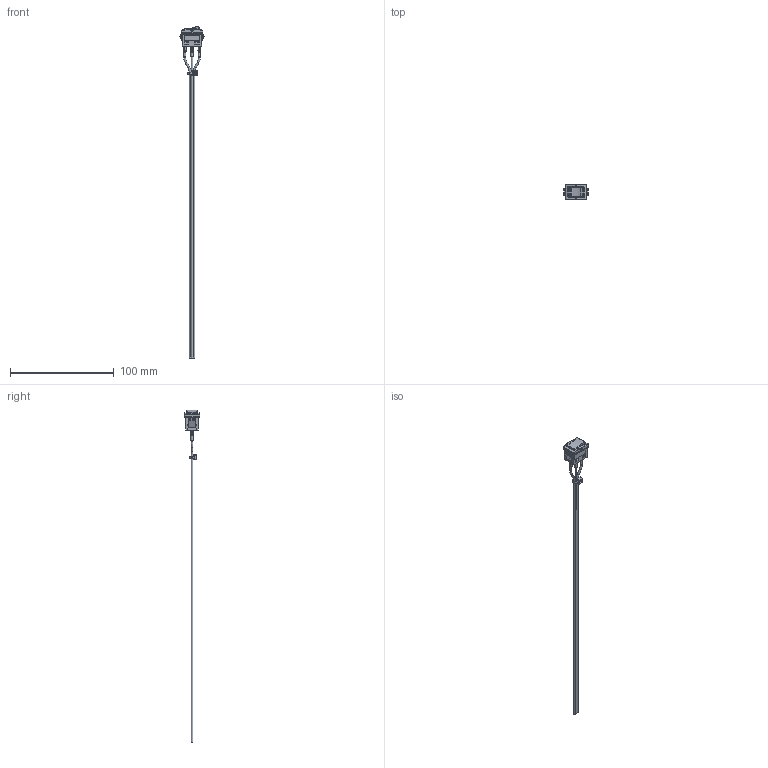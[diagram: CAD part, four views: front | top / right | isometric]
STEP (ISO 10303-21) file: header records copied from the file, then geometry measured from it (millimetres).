
FILE_DESCRIPTION(/* description */ (''),/* implementation_level */ '2;1');
FILE_NAME(/* name */ 'RCA1913W2ABLKBLKNN.stp',/* time_stamp */ '2025-10-21T18:06:19-05:00',/* author */ ('jmeyers'),/* organization */ (''),/* preprocessor_version */ 'ST-DEVELOPER v18.1',/* originating_system */ 'Autodesk Inventor 2022',/* authorisation */ '');
FILE_SCHEMA (('AUTOMOTIVE_DESIGN { 1 0 10303 214 3 1 1 }'));
Length unit declared in the file: inch
Products named in the file (1): Part5
Bounding box: 23.13 x 15 x 319.6 mm (x, y, z)
Volume: 4922.4 mm3; surface area: 9792.2 mm2
Topology: 1 solids, 7 shells, 911 faces, 2400 edges, 1510 vertices
Faces by surface type: plane 505, cylinder 199, bspline 149, torus 42, sphere 8, cone 8
Full cylindrical faces by diameter (mm): 1.9 x5, 2 x2, 2.1 x3, 3 x2
Entity records: 31285 total; most frequent: CARTESIAN_POINT 9086, ORIENTED_EDGE 4804, DIRECTION 4367, EDGE_CURVE 2402, LINE 1591, VECTOR 1591, VERTEX_POINT 1510, AXIS2_PLACEMENT_3D 1388
